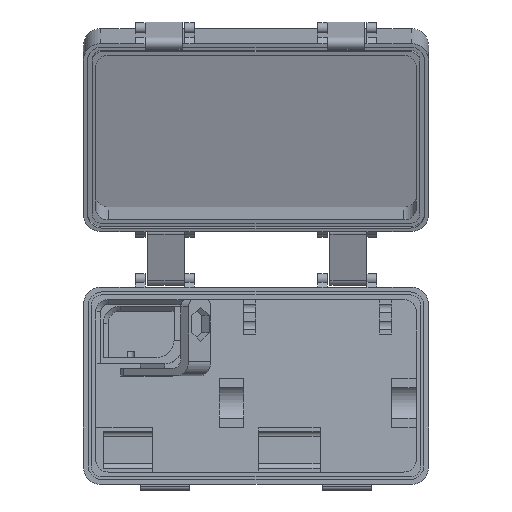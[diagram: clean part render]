
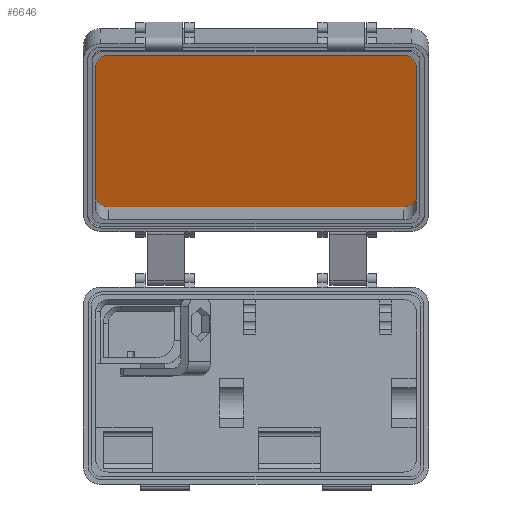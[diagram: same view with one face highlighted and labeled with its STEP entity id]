
A CAD part, top view. The second image highlights one B-rep face of the part: STEP entity #6646.
In plain terms, the highlighted face is planar.
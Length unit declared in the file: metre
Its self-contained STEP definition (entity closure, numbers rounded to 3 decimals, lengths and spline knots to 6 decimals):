
#801=LINE('',#10812,#1553);
#802=LINE('',#10817,#1554);
#803=LINE('',#10821,#1555);
#804=LINE('',#10825,#1556);
#1553=VECTOR('',#8902,1.);
#1554=VECTOR('',#8905,1.);
#1555=VECTOR('',#8908,1.);
#1556=VECTOR('',#8911,1.);
#3201=ORIENTED_EDGE('',*,*,#4287,.T.);
#3202=ORIENTED_EDGE('',*,*,#4288,.T.);
#3203=ORIENTED_EDGE('',*,*,#4289,.T.);
#3204=ORIENTED_EDGE('',*,*,#4290,.T.);
#3205=ORIENTED_EDGE('',*,*,#4291,.F.);
#3206=ORIENTED_EDGE('',*,*,#4292,.T.);
#3207=ORIENTED_EDGE('',*,*,#4293,.F.);
#3208=ORIENTED_EDGE('',*,*,#4294,.T.);
#4287=EDGE_CURVE('',#4945,#4946,#801,.T.);
#4288=EDGE_CURVE('',#4946,#4947,#5177,.T.);
#4289=EDGE_CURVE('',#4947,#4948,#802,.T.);
#4290=EDGE_CURVE('',#4948,#4949,#5178,.T.);
#4291=EDGE_CURVE('',#4950,#4949,#803,.T.);
#4292=EDGE_CURVE('',#4950,#4951,#5179,.T.);
#4293=EDGE_CURVE('',#4952,#4951,#804,.T.);
#4294=EDGE_CURVE('',#4952,#4945,#5180,.T.);
#4945=VERTEX_POINT('',#10813);
#4946=VERTEX_POINT('',#10814);
#4947=VERTEX_POINT('',#10816);
#4948=VERTEX_POINT('',#10818);
#4949=VERTEX_POINT('',#10820);
#4950=VERTEX_POINT('',#10822);
#4951=VERTEX_POINT('',#10824);
#4952=VERTEX_POINT('',#10826);
#5177=CIRCLE('',#7270,0.005);
#5178=CIRCLE('',#7271,0.005);
#5179=CIRCLE('',#7272,0.005);
#5180=CIRCLE('',#7273,0.005);
#5566=EDGE_LOOP('',(#3201,#3202,#3203,#3204,#3205,#3206,#3207,#3208));
#5998=FACE_BOUND('',#5566,.T.);
#6295=PLANE('',#7269);
#6646=ADVANCED_FACE('',(#5998),#6295,.T.);
#7269=AXIS2_PLACEMENT_3D('',#10811,#8900,#8901);
#7270=AXIS2_PLACEMENT_3D('',#10815,#8903,#8904);
#7271=AXIS2_PLACEMENT_3D('',#10819,#8906,#8907);
#7272=AXIS2_PLACEMENT_3D('',#10823,#8909,#8910);
#7273=AXIS2_PLACEMENT_3D('',#10827,#8912,#8913);
#8900=DIRECTION('',(0.,0.,1.));
#8901=DIRECTION('',(1.,0.,0.));
#8902=DIRECTION('',(0.,1.,0.));
#8903=DIRECTION('',(0.,0.,1.));
#8904=DIRECTION('',(1.,0.,0.));
#8905=DIRECTION('',(-1.,0.,0.));
#8906=DIRECTION('',(0.,0.,1.));
#8907=DIRECTION('',(1.,0.,0.));
#8908=DIRECTION('',(0.,1.,0.));
#8909=DIRECTION('',(0.,0.,1.));
#8910=DIRECTION('',(1.,0.,0.));
#8911=DIRECTION('',(-1.,0.,0.));
#8912=DIRECTION('',(0.,0.,1.));
#8913=DIRECTION('',(1.,0.,0.));
#10811=CARTESIAN_POINT('',(0.,0.,0.003));
#10812=CARTESIAN_POINT('',(0.065,0.,0.003));
#10813=CARTESIAN_POINT('',(0.065,-0.03,0.003));
#10814=CARTESIAN_POINT('',(0.065,0.03,0.003));
#10815=CARTESIAN_POINT('',(0.06,0.03,0.003));
#10816=CARTESIAN_POINT('',(0.06,0.035,0.003));
#10817=CARTESIAN_POINT('',(0.,0.035,0.003));
#10818=CARTESIAN_POINT('',(-0.06,0.035,0.003));
#10819=CARTESIAN_POINT('',(-0.06,0.03,0.003));
#10820=CARTESIAN_POINT('',(-0.065,0.03,0.003));
#10821=CARTESIAN_POINT('',(-0.065,0.,0.003));
#10822=CARTESIAN_POINT('',(-0.065,-0.03,0.003));
#10823=CARTESIAN_POINT('',(-0.06,-0.03,0.003));
#10824=CARTESIAN_POINT('',(-0.06,-0.035,0.003));
#10825=CARTESIAN_POINT('',(0.,-0.035,0.003));
#10826=CARTESIAN_POINT('',(0.06,-0.035,0.003));
#10827=CARTESIAN_POINT('',(0.06,-0.03,0.003));
